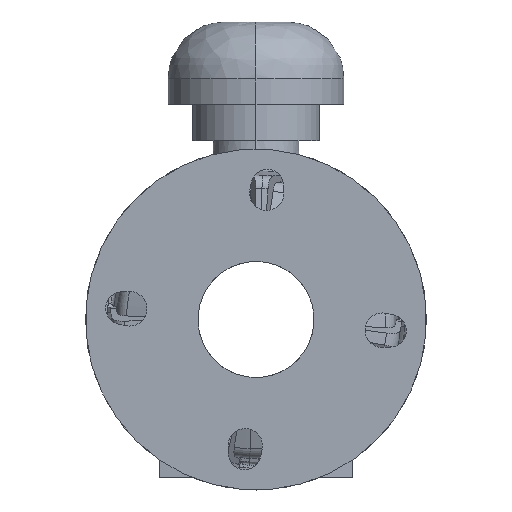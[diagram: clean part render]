
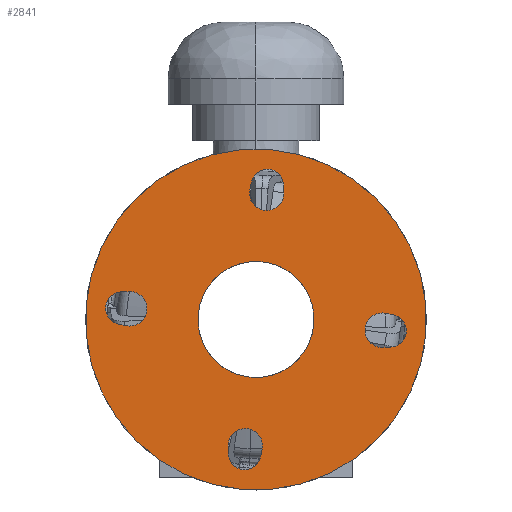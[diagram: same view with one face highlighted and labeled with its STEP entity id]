
A CAD part, left-side view. The second image highlights one B-rep face of the part: STEP entity #2841.
In plain terms, the highlighted planar face has unit normal (-1, 0, 0).
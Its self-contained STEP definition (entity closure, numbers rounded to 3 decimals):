
#2841=ADVANCED_FACE('',(#5687,#5688,#5689,#5690,#5691,#5692),#5693,.T.);
#5687=FACE_BOUND('',#8773,.T.);
#5688=FACE_BOUND('',#8774,.T.);
#5689=FACE_BOUND('',#8775,.T.);
#5690=FACE_BOUND('',#8776,.T.);
#5691=FACE_OUTER_BOUND('',#8777,.T.);
#5692=FACE_BOUND('',#8778,.T.);
#5693=PLANE('',#8779);
#8773=EDGE_LOOP('',(#17400,#17401,#17402,#17403,#17404));
#8774=EDGE_LOOP('',(#17405,#17406,#17407,#17408,#17409));
#8775=EDGE_LOOP('',(#17410,#17411,#17412,#17413,#17414));
#8776=EDGE_LOOP('',(#17415,#17416,#17417,#17418,#17419));
#8777=EDGE_LOOP('',(#17420,#17421));
#8778=EDGE_LOOP('',(#17422,#17423));
#8779=AXIS2_PLACEMENT_3D('',#17424,#17425,#17426);
#17400=ORIENTED_EDGE('',*,*,#21072,.T.);
#17401=ORIENTED_EDGE('',*,*,#21083,.T.);
#17402=ORIENTED_EDGE('',*,*,#21078,.T.);
#17403=ORIENTED_EDGE('',*,*,#21068,.T.);
#17404=ORIENTED_EDGE('',*,*,#21076,.T.);
#17405=ORIENTED_EDGE('',*,*,#21087,.T.);
#17406=ORIENTED_EDGE('',*,*,#21098,.T.);
#17407=ORIENTED_EDGE('',*,*,#21093,.T.);
#17408=ORIENTED_EDGE('',*,*,#21063,.T.);
#17409=ORIENTED_EDGE('',*,*,#21091,.T.);
#17410=ORIENTED_EDGE('',*,*,#21102,.T.);
#17411=ORIENTED_EDGE('',*,*,#21113,.T.);
#17412=ORIENTED_EDGE('',*,*,#21108,.T.);
#17413=ORIENTED_EDGE('',*,*,#21058,.T.);
#17414=ORIENTED_EDGE('',*,*,#21106,.T.);
#17415=ORIENTED_EDGE('',*,*,#21117,.T.);
#17416=ORIENTED_EDGE('',*,*,#21128,.T.);
#17417=ORIENTED_EDGE('',*,*,#21123,.T.);
#17418=ORIENTED_EDGE('',*,*,#21053,.T.);
#17419=ORIENTED_EDGE('',*,*,#21121,.T.);
#17420=ORIENTED_EDGE('',*,*,#21043,.T.);
#17421=ORIENTED_EDGE('',*,*,#21135,.T.);
#17422=ORIENTED_EDGE('',*,*,#21036,.F.);
#17423=ORIENTED_EDGE('',*,*,#21137,.F.);
#17424=CARTESIAN_POINT('',(-145.,-31.886,-121.324));
#17425=DIRECTION('',(-1.0,0.0,0.0));
#17426=DIRECTION('',(0.0,-0.084,0.996));
#21036=EDGE_CURVE('',#26086,#26089,#26090,.T.);
#21043=EDGE_CURVE('',#26096,#26100,#26102,.T.);
#21053=EDGE_CURVE('',#26114,#26118,#26120,.T.);
#21058=EDGE_CURVE('',#26123,#26127,#26129,.T.);
#21063=EDGE_CURVE('',#26132,#26136,#26138,.T.);
#21068=EDGE_CURVE('',#26141,#26145,#26147,.T.);
#21072=EDGE_CURVE('',#26154,#26152,#26155,.T.);
#21076=EDGE_CURVE('',#26145,#26154,#26159,.T.);
#21078=EDGE_CURVE('',#26161,#26141,#26162,.T.);
#21083=EDGE_CURVE('',#26152,#26161,#26168,.T.);
#21087=EDGE_CURVE('',#26175,#26173,#26176,.T.);
#21091=EDGE_CURVE('',#26136,#26175,#26180,.T.);
#21093=EDGE_CURVE('',#26182,#26132,#26183,.T.);
#21098=EDGE_CURVE('',#26173,#26182,#26189,.T.);
#21102=EDGE_CURVE('',#26196,#26194,#26197,.T.);
#21106=EDGE_CURVE('',#26127,#26196,#26201,.T.);
#21108=EDGE_CURVE('',#26203,#26123,#26204,.T.);
#21113=EDGE_CURVE('',#26194,#26203,#26210,.T.);
#21117=EDGE_CURVE('',#26217,#26215,#26218,.T.);
#21121=EDGE_CURVE('',#26118,#26217,#26222,.T.);
#21123=EDGE_CURVE('',#26224,#26114,#26225,.T.);
#21128=EDGE_CURVE('',#26215,#26224,#26231,.T.);
#21135=EDGE_CURVE('',#26100,#26096,#26238,.T.);
#21137=EDGE_CURVE('',#26089,#26086,#26240,.T.);
#26086=VERTEX_POINT('',#39258);
#26089=VERTEX_POINT('',#39262);
#26090=CIRCLE('',#39263,32.0);
#26096=VERTEX_POINT('',#39270);
#26100=VERTEX_POINT('',#39275);
#26102=CIRCLE('',#39278,94.0);
#26114=VERTEX_POINT('',#39292);
#26118=VERTEX_POINT('',#39297);
#26120=CIRCLE('',#39300,9.5);
#26123=VERTEX_POINT('',#39303);
#26127=VERTEX_POINT('',#39308);
#26129=CIRCLE('',#39311,9.5);
#26132=VERTEX_POINT('',#39314);
#26136=VERTEX_POINT('',#39319);
#26138=CIRCLE('',#39322,9.5);
#26141=VERTEX_POINT('',#39325);
#26145=VERTEX_POINT('',#39330);
#26147=CIRCLE('',#39333,9.5);
#26152=VERTEX_POINT('',#39338);
#26154=VERTEX_POINT('',#39341);
#26155=CIRCLE('',#39342,9.0);
#26159=LINE('',#39348,#39349);
#26161=VERTEX_POINT('',#39351);
#26162=CIRCLE('',#39352,9.5);
#26168=LINE('',#39360,#39361);
#26173=VERTEX_POINT('',#39366);
#26175=VERTEX_POINT('',#39369);
#26176=CIRCLE('',#39370,9.0);
#26180=LINE('',#39376,#39377);
#26182=VERTEX_POINT('',#39379);
#26183=CIRCLE('',#39380,9.5);
#26189=LINE('',#39388,#39389);
#26194=VERTEX_POINT('',#39394);
#26196=VERTEX_POINT('',#39397);
#26197=CIRCLE('',#39398,9.0);
#26201=LINE('',#39404,#39405);
#26203=VERTEX_POINT('',#39407);
#26204=CIRCLE('',#39408,9.5);
#26210=LINE('',#39416,#39417);
#26215=VERTEX_POINT('',#39422);
#26217=VERTEX_POINT('',#39425);
#26218=CIRCLE('',#39426,9.0);
#26222=LINE('',#39432,#39433);
#26224=VERTEX_POINT('',#39435);
#26225=CIRCLE('',#39436,9.5);
#26231=LINE('',#39444,#39445);
#26238=CIRCLE('',#39452,94.0);
#26240=CIRCLE('',#39454,32.0);
#39258=CARTESIAN_POINT('',(-145.,-31.886,-121.324));
#39262=CARTESIAN_POINT('',(-145.,31.886,-115.917));
#39263=AXIS2_PLACEMENT_3D('',#43288,#43289,#43290);
#39270=CARTESIAN_POINT('',(-145.,-93.664,-126.562));
#39275=CARTESIAN_POINT('',(-145.,93.664,-110.679));
#39278=AXIS2_PLACEMENT_3D('',#43300,#43301,#43302);
#39292=CARTESIAN_POINT('',(-145.,67.69,-103.413));
#39297=CARTESIAN_POINT('',(-145.,71.511,-122.025));
#39300=AXIS2_PLACEMENT_3D('',#43316,#43317,#43318);
#39303=CARTESIAN_POINT('',(-145.,15.207,-186.31));
#39308=CARTESIAN_POINT('',(-145.,-3.405,-190.131));
#39311=AXIS2_PLACEMENT_3D('',#43324,#43325,#43326);
#39314=CARTESIAN_POINT('',(-145.,-67.69,-133.828));
#39319=CARTESIAN_POINT('',(-145.,-71.511,-115.216));
#39322=AXIS2_PLACEMENT_3D('',#43332,#43333,#43334);
#39325=CARTESIAN_POINT('',(-145.,-15.207,-50.931));
#39330=CARTESIAN_POINT('',(-145.,3.405,-47.109));
#39333=AXIS2_PLACEMENT_3D('',#43340,#43341,#43342);
#39338=CARTESIAN_POINT('',(-145.,-15.255,-44.485));
#39341=CARTESIAN_POINT('',(-145.,2.556,-42.975));
#39342=AXIS2_PLACEMENT_3D('',#43347,#43348,#43349);
#39348=CARTESIAN_POINT('',(-145.,10.001,-79.239));
#39349=VECTOR('',#43352,4.22);
#39351=CARTESIAN_POINT('',(-145.,-15.396,-48.703));
#39352=AXIS2_PLACEMENT_3D('',#43353,#43354,#43355);
#39360=CARTESIAN_POINT('',(-145.,-16.544,-83.139));
#39361=VECTOR('',#43361,4.22);
#39366=CARTESIAN_POINT('',(-145.,-74.135,-133.876));
#39369=CARTESIAN_POINT('',(-145.,-75.645,-116.065));
#39370=AXIS2_PLACEMENT_3D('',#43366,#43367,#43368);
#39376=CARTESIAN_POINT('',(-145.,-53.101,-111.436));
#39377=VECTOR('',#43371,4.22);
#39379=CARTESIAN_POINT('',(-145.,-69.917,-134.016));
#39380=AXIS2_PLACEMENT_3D('',#43372,#43373,#43374);
#39388=CARTESIAN_POINT('',(-145.,-53.243,-134.572));
#39389=VECTOR('',#43380,4.22);
#39394=CARTESIAN_POINT('',(-145.,15.255,-192.755));
#39397=CARTESIAN_POINT('',(-145.,-2.556,-194.265));
#39398=AXIS2_PLACEMENT_3D('',#43385,#43386,#43387);
#39404=CARTESIAN_POINT('',(-145.,-10.759,-154.314));
#39405=VECTOR('',#43390,4.22);
#39407=CARTESIAN_POINT('',(-145.,15.396,-188.537));
#39408=AXIS2_PLACEMENT_3D('',#43391,#43392,#43393);
#39416=CARTESIAN_POINT('',(-145.,16.419,-157.864));
#39417=VECTOR('',#43399,4.22);
#39422=CARTESIAN_POINT('',(-145.,74.135,-103.365));
#39425=CARTESIAN_POINT('',(-145.,75.645,-121.176));
#39426=AXIS2_PLACEMENT_3D('',#43404,#43405,#43406);
#39432=CARTESIAN_POINT('',(-145.,21.973,-132.196));
#39433=VECTOR('',#43409,4.22);
#39435=CARTESIAN_POINT('',(-145.,69.917,-103.224));
#39436=AXIS2_PLACEMENT_3D('',#43410,#43411,#43412);
#39444=CARTESIAN_POINT('',(-145.,21.483,-101.609));
#39445=VECTOR('',#43418,4.22);
#39452=AXIS2_PLACEMENT_3D('',#43428,#43429,#43430);
#39454=AXIS2_PLACEMENT_3D('',#43431,#43432,#43433);
#43288=CARTESIAN_POINT('',(-145.,0.,-118.62));
#43289=DIRECTION('',(-1.0,0.0,0.0));
#43290=DIRECTION('',(0.0,-0.084,0.996));
#43300=CARTESIAN_POINT('',(-145.,0.,-118.62));
#43301=DIRECTION('',(-1.0,0.0,0.0));
#43302=DIRECTION('',(0.0,-0.084,0.996));
#43316=CARTESIAN_POINT('',(-145.,69.6,-112.719));
#43317=DIRECTION('',(1.0,0.0,0.0));
#43318=DIRECTION('',(0.0,-0.201,0.98));
#43324=CARTESIAN_POINT('',(-145.,5.901,-188.221));
#43325=DIRECTION('',(1.0,0.0,-0.0));
#43326=DIRECTION('',(0.0,0.98,0.201));
#43332=CARTESIAN_POINT('',(-145.,-69.6,-124.522));
#43333=DIRECTION('',(1.0,0.0,0.0));
#43334=DIRECTION('',(0.0,0.201,-0.98));
#43340=CARTESIAN_POINT('',(-145.,-5.901,-49.02));
#43341=DIRECTION('',(1.0,0.0,0.0));
#43342=DIRECTION('',(0.0,-0.98,-0.201));
#43347=CARTESIAN_POINT('',(-145.,-6.26,-44.785));
#43348=DIRECTION('',(1.0,0.0,0.0));
#43349=DIRECTION('',(0.0,0.999,-0.033));
#43352=DIRECTION('',(0.0,-0.201,0.98));
#43353=CARTESIAN_POINT('',(-145.,-5.901,-49.02));
#43354=DIRECTION('',(1.0,0.0,0.0));
#43355=DIRECTION('',(0.0,-0.98,-0.201));
#43361=DIRECTION('',(-0.0,-0.033,-0.999));
#43366=CARTESIAN_POINT('',(-145.,-73.835,-124.881));
#43367=DIRECTION('',(1.0,0.0,-0.0));
#43368=DIRECTION('',(0.0,0.033,0.999));
#43371=DIRECTION('',(-0.0,-0.98,-0.201));
#43372=CARTESIAN_POINT('',(-145.,-69.6,-124.522));
#43373=DIRECTION('',(1.0,0.0,0.0));
#43374=DIRECTION('',(0.0,0.201,-0.98));
#43380=DIRECTION('',(0.0,0.999,-0.033));
#43385=CARTESIAN_POINT('',(-145.,6.26,-192.455));
#43386=DIRECTION('',(1.0,0.0,0.0));
#43387=DIRECTION('',(0.0,-0.999,0.033));
#43390=DIRECTION('',(0.0,0.201,-0.98));
#43391=CARTESIAN_POINT('',(-145.,5.901,-188.221));
#43392=DIRECTION('',(1.0,0.0,-0.0));
#43393=DIRECTION('',(0.0,0.98,0.201));
#43399=DIRECTION('',(0.0,0.033,0.999));
#43404=CARTESIAN_POINT('',(-145.,73.835,-112.36));
#43405=DIRECTION('',(1.0,0.0,0.0));
#43406=DIRECTION('',(0.0,-0.033,-0.999));
#43409=DIRECTION('',(0.0,0.98,0.201));
#43410=CARTESIAN_POINT('',(-145.,69.6,-112.719));
#43411=DIRECTION('',(1.0,0.0,0.0));
#43412=DIRECTION('',(0.0,-0.201,0.98));
#43418=DIRECTION('',(0.0,-0.999,0.033));
#43428=CARTESIAN_POINT('',(-145.,0.,-118.62));
#43429=DIRECTION('',(-1.0,0.0,0.0));
#43430=DIRECTION('',(0.0,-0.084,0.996));
#43431=CARTESIAN_POINT('',(-145.,0.,-118.62));
#43432=DIRECTION('',(-1.0,0.0,0.0));
#43433=DIRECTION('',(0.0,-0.084,0.996));
